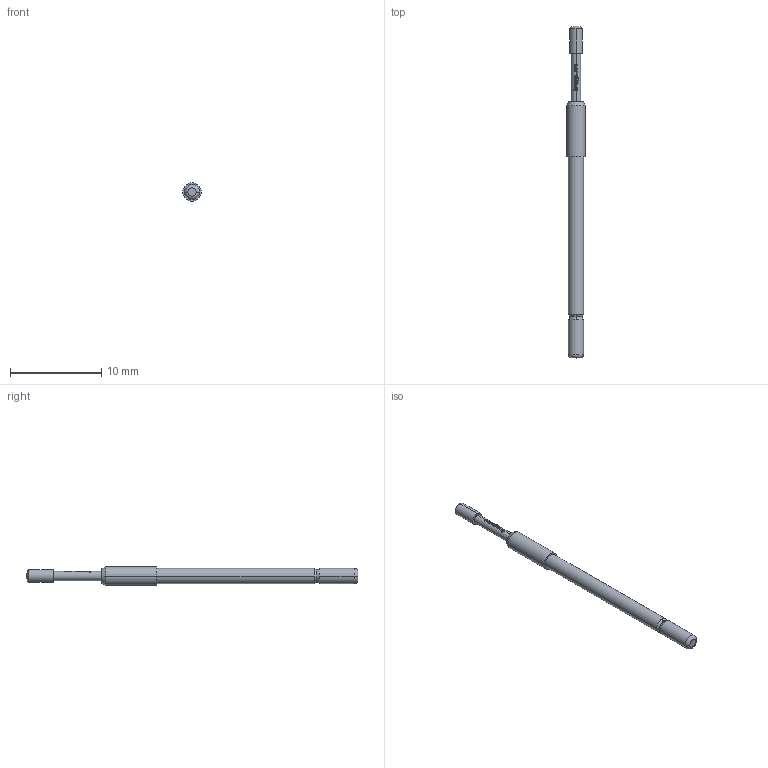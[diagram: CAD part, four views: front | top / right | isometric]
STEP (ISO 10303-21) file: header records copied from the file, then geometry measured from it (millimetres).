
FILE_DESCRIPTION (( 'STEP AP203' ), '1' );
FILE_NAME ('INGUN_GKS-112_305_140_A_xx06.STEP', '2022-01-11T10:09:41', ( 'ochi' ), ( '' ), 'SwSTEP 2.0', 'SolidWorks 2018', '' );
FILE_SCHEMA (( 'CONFIG_CONTROL_DESIGN' ));
Length unit declared in the file: millimetre
Products named in the file (1): INGUN_GKS-112_305_140_A_xx06
Bounding box: 2 x 36.3 x 2 mm (x, y, z)
Volume: 73.8 mm3; surface area: 186.5 mm2
Topology: 1 solids, 1 shells, 105 faces, 292 edges, 193 vertices
Faces by surface type: plane 44, cylinder 29, bspline 22, torus 6, sphere 2, cone 2
Entity records: 3741 total; most frequent: CARTESIAN_POINT 1091, ORIENTED_EDGE 584, DIRECTION 490, EDGE_CURVE 292, AXIS2_PLACEMENT_3D 200, VERTEX_POINT 193, CIRCLE 116, EDGE_LOOP 109
